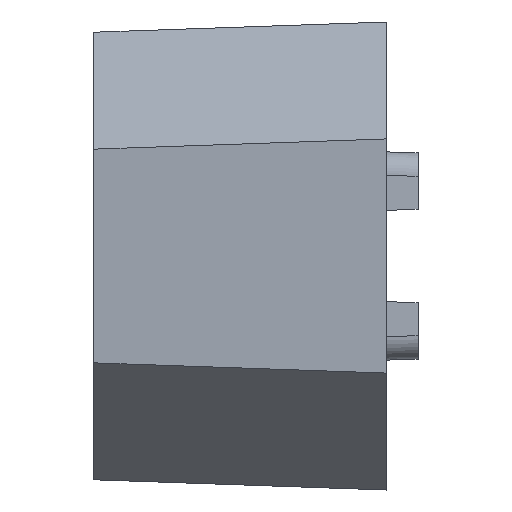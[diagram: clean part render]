
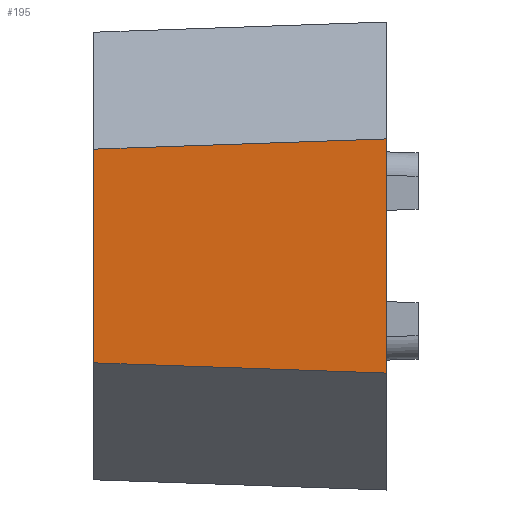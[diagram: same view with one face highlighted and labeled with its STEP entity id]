
A CAD part, front view. The second image highlights one B-rep face of the part: STEP entity #195.
In plain terms, the highlighted planar face has unit normal (-0.035, -0.999, 0).
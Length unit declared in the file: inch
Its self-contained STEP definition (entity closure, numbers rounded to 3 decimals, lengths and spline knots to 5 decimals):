
#5 = EDGE_CURVE ( 'NONE', #6, #7, #1362, .T. ) ;
#6 = VERTEX_POINT ( 'NONE', #1358 ) ;
#7 = VERTEX_POINT ( 'NONE', #1357 ) ;
#49 = EDGE_CURVE ( 'NONE', #50, #6, #1403, .T. ) ;
#50 = VERTEX_POINT ( 'NONE', #1399 ) ;
#97 = EDGE_CURVE ( 'NONE', #139, #7, #1468, .T. ) ;
#139 = VERTEX_POINT ( 'NONE', #1525 ) ;
#140 = ORIENTED_EDGE ( 'NONE', *, *, #49, .T. ) ;
#141 = EDGE_LOOP ( 'NONE', ( #142, #196, #140, #154 ) ) ;
#142 = ORIENTED_EDGE ( 'NONE', *, *, #97, .F. ) ;
#154 = ORIENTED_EDGE ( 'NONE', *, *, #5, .T. ) ;
#166 = EDGE_CURVE ( 'NONE', #50, #139, #1564, .T. ) ;
#195 = ADVANCED_FACE ( 'NONE', ( #1578 ), #1642, .T. ) ;
#196 = ORIENTED_EDGE ( 'NONE', *, *, #166, .F. ) ;
#1357 = CARTESIAN_POINT ( 'NONE',  ( 3.503, 0.34, -0.39994 ) ) ;
#1358 = CARTESIAN_POINT ( 'NONE',  ( 3.503, 0.34, -0.60006 ) ) ;
#1359 = DIRECTION ( 'NONE',  ( 0., 0., 1. ) ) ;
#1360 = VECTOR ( 'NONE', #1359, 39.37008 ) ;
#1361 = CARTESIAN_POINT ( 'NONE',  ( 3.503, 0.34, -0.70081 ) ) ;
#1362 = LINE ( 'NONE', #1361, #1360 ) ;
#1399 = CARTESIAN_POINT ( 'NONE',  ( 3.253, 0.34873, -0.59133 ) ) ;
#1400 = DIRECTION ( 'NONE',  ( 0.999, -0.035, -0.035 ) ) ;
#1401 = VECTOR ( 'NONE', #1400, 39.37008 ) ;
#1402 = CARTESIAN_POINT ( 'NONE',  ( 3.253, 0.34873, -0.59133 ) ) ;
#1403 = LINE ( 'NONE', #1402, #1401 ) ;
#1465 = DIRECTION ( 'NONE',  ( 0.999, -0.035, 0.035 ) ) ;
#1466 = VECTOR ( 'NONE', #1465, 39.37008 ) ;
#1467 = CARTESIAN_POINT ( 'NONE',  ( 3.5031, 0.34, -0.39994 ) ) ;
#1468 = LINE ( 'NONE', #1467, #1466 ) ;
#1525 = CARTESIAN_POINT ( 'NONE',  ( 3.253, 0.34873, -0.40867 ) ) ;
#1561 = DIRECTION ( 'NONE',  ( 0., 0., 1. ) ) ;
#1562 = VECTOR ( 'NONE', #1561, 39.37008 ) ;
#1563 = CARTESIAN_POINT ( 'NONE',  ( 3.253, 0.34873, -0.73477 ) ) ;
#1564 = LINE ( 'NONE', #1563, #1562 ) ;
#1578 = FACE_OUTER_BOUND ( 'NONE', #141, .T. ) ;
#1638 = DIRECTION ( 'NONE',  ( 0.999, -0.035, 0. ) ) ;
#1639 = DIRECTION ( 'NONE',  ( -0.035, -0.999, 0. ) ) ;
#1640 = CARTESIAN_POINT ( 'NONE',  ( 3.50381, 0.33997, -0.70081 ) ) ;
#1641 = AXIS2_PLACEMENT_3D ( 'NONE', #1640, #1639, #1638 ) ;
#1642 = PLANE ( 'NONE',  #1641 ) ;
